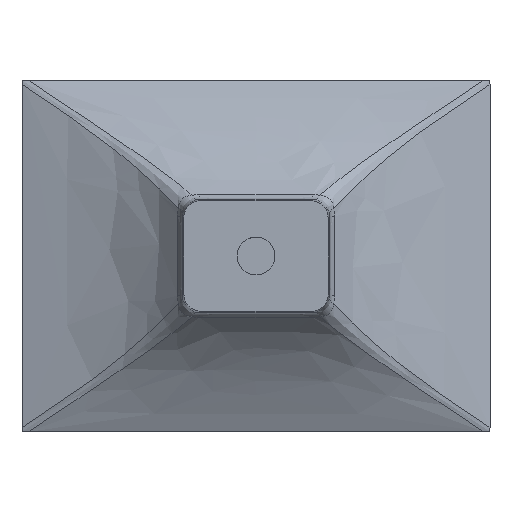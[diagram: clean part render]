
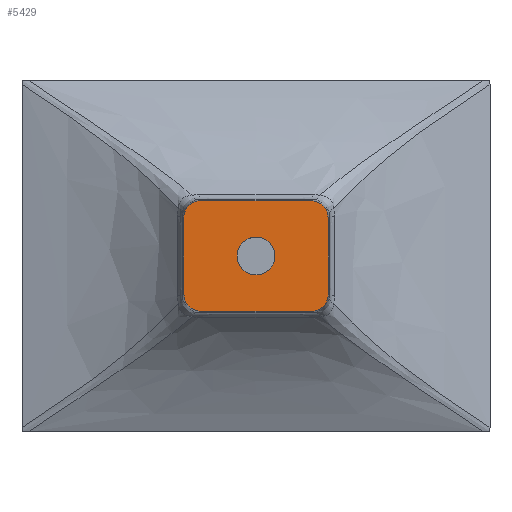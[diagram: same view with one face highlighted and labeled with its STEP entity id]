
A CAD part, front view. The second image highlights one B-rep face of the part: STEP entity #5429.
In plain terms, the highlighted planar face has unit normal (0, -1, 0).
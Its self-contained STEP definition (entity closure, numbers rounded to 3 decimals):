
#229 = CARTESIAN_POINT ( 'NONE',  ( -77.267, -123.241, 65.501 ) ) ;
#477 = EDGE_CURVE ( 'NONE', #4230, #5383, #9814, .T. ) ;
#721 = DIRECTION ( 'NONE',  ( 0., 0., 1. ) ) ;
#749 = VERTEX_POINT ( 'NONE', #1503 ) ;
#1080 = EDGE_LOOP ( 'NONE', ( #12763, #3309 ) ) ;
#1186 = CARTESIAN_POINT ( 'NONE',  ( 85.501, -123.241, -67.606 ) ) ;
#1385 = AXIS2_PLACEMENT_3D ( 'NONE', #4028, #1651, #721 ) ;
#1406 = EDGE_CURVE ( 'NONE', #2252, #2793, #13505, .T. ) ;
#1503 = CARTESIAN_POINT ( 'NONE',  ( -65.577, -123.241, -65.501 ) ) ;
#1593 = CARTESIAN_POINT ( 'NONE',  ( 87.606, -123.241, 65.501 ) ) ;
#1651 = DIRECTION ( 'NONE',  ( 0., -1., 0. ) ) ;
#1789 = CARTESIAN_POINT ( 'NONE',  ( 85.501, -123.241, 57.267 ) ) ;
#2252 = VERTEX_POINT ( 'NONE', #7966 ) ;
#2633 =( BOUNDED_CURVE ( )  B_SPLINE_CURVE ( 3, ( #9992, #9017, #11124, #4358 ),
 .UNSPECIFIED., .F., .F. ) 
 B_SPLINE_CURVE_WITH_KNOTS ( ( 4, 4 ),
 ( 5.502, 7.065 ),
 .UNSPECIFIED. ) 
 CURVE ( )  GEOMETRIC_REPRESENTATION_ITEM ( )  RATIONAL_B_SPLINE_CURVE ( ( 1., 0.807, 0.807, 1. ) ) 
 REPRESENTATION_ITEM ( '' )  );
#2724 = LINE ( 'NONE', #1593, #5336 ) ;
#2793 = VERTEX_POINT ( 'NONE', #5902 ) ;
#3220 = DIRECTION ( 'NONE',  ( 0., 0., -1. ) ) ;
#3309 = ORIENTED_EDGE ( 'NONE', *, *, #10404, .F. ) ;
#3330 = CARTESIAN_POINT ( 'NONE',  ( -65.577, -123.241, 65.501 ) ) ;
#3655 = EDGE_CURVE ( 'NONE', #4230, #2793, #2724, .T. ) ;
#3770 = VERTEX_POINT ( 'NONE', #11808 ) ;
#3781 = DIRECTION ( 'NONE',  ( 0., 0., 1. ) ) ;
#3882 = ORIENTED_EDGE ( 'NONE', *, *, #7741, .F. ) ;
#4021 = CARTESIAN_POINT ( 'NONE',  ( -65.577, -123.241, -65.501 ) ) ;
#4028 = CARTESIAN_POINT ( 'NONE',  ( 0., -123.241, 0. ) ) ;
#4216 = VECTOR ( 'NONE', #3781, 1000. ) ;
#4230 = VERTEX_POINT ( 'NONE', #3330 ) ;
#4358 = CARTESIAN_POINT ( 'NONE',  ( 85.501, -123.241, -45.577 ) ) ;
#4512 = AXIS2_PLACEMENT_3D ( 'NONE', #7321, #8464, #5214 ) ;
#4677 = PLANE ( 'NONE',  #13340 ) ;
#5176 = ORIENTED_EDGE ( 'NONE', *, *, #477, .T. ) ;
#5214 = DIRECTION ( 'NONE',  ( 0., 0., 1. ) ) ;
#5336 = VECTOR ( 'NONE', #8422, 1000. ) ;
#5383 = VERTEX_POINT ( 'NONE', #8702 ) ;
#5398 = CARTESIAN_POINT ( 'NONE',  ( -85.501, -123.241, -45.577 ) ) ;
#5429 = ADVANCED_FACE ( 'NONE', ( #11501, #8866 ), #4677, .F. ) ;
#5603 = CARTESIAN_POINT ( 'NONE',  ( 0., -123.241, 0. ) ) ;
#5749 = DIRECTION ( 'NONE',  ( 0., 0., 1. ) ) ;
#5777 = CARTESIAN_POINT ( 'NONE',  ( -85.501, -123.241, 45.577 ) ) ;
#5902 = CARTESIAN_POINT ( 'NONE',  ( 65.577, -123.241, 65.501 ) ) ;
#6439 = EDGE_CURVE ( 'NONE', #11859, #13351, #7799, .T. ) ;
#6486 = CIRCLE ( 'NONE', #1385, 22.5 ) ;
#6955 = ORIENTED_EDGE ( 'NONE', *, *, #12473, .T. ) ;
#6976 = CARTESIAN_POINT ( 'NONE',  ( 0., -123.241, 22.5 ) ) ;
#6996 = LINE ( 'NONE', #1186, #11228 ) ;
#7321 = CARTESIAN_POINT ( 'NONE',  ( 0., -123.241, 0. ) ) ;
#7741 = EDGE_CURVE ( 'NONE', #9105, #749, #7922, .T. ) ;
#7799 = CIRCLE ( 'NONE', #4512, 22.5 ) ;
#7922 = LINE ( 'NONE', #12705, #9860 ) ;
#7966 = CARTESIAN_POINT ( 'NONE',  ( 85.501, -123.241, 45.577 ) ) ;
#8389 = CARTESIAN_POINT ( 'NONE',  ( -85.501, -123.241, -45.577 ) ) ;
#8422 = DIRECTION ( 'NONE',  ( 1., 0., 0. ) ) ;
#8464 = DIRECTION ( 'NONE',  ( 0., -1., 0. ) ) ;
#8702 = CARTESIAN_POINT ( 'NONE',  ( -85.501, -123.241, 45.577 ) ) ;
#8858 = CARTESIAN_POINT ( 'NONE',  ( 65.577, -123.241, -65.501 ) ) ;
#8866 = FACE_BOUND ( 'NONE', #1080, .T. ) ;
#9017 = CARTESIAN_POINT ( 'NONE',  ( 77.267, -123.241, -65.501 ) ) ;
#9038 = EDGE_LOOP ( 'NONE', ( #6955, #3882, #12547, #10357, #10889, #13495, #5176, #10163 ) ) ;
#9073 = EDGE_CURVE ( 'NONE', #9105, #3770, #2633, .T. ) ;
#9105 = VERTEX_POINT ( 'NONE', #8858 ) ;
#9814 =( BOUNDED_CURVE ( )  B_SPLINE_CURVE ( 3, ( #12362, #229, #11432, #5777 ),
 .UNSPECIFIED., .F., .F. ) 
 B_SPLINE_CURVE_WITH_KNOTS ( ( 4, 4 ),
 ( 5.502, 7.065 ),
 .UNSPECIFIED. ) 
 CURVE ( )  GEOMETRIC_REPRESENTATION_ITEM ( )  RATIONAL_B_SPLINE_CURVE ( ( 1., 0.807, 0.807, 1. ) ) 
 REPRESENTATION_ITEM ( '' )  );
#9860 = VECTOR ( 'NONE', #10392, 1000. ) ;
#9992 = CARTESIAN_POINT ( 'NONE',  ( 65.577, -123.241, -65.501 ) ) ;
#10011 = LINE ( 'NONE', #10339, #4216 ) ;
#10163 = ORIENTED_EDGE ( 'NONE', *, *, #11531, .F. ) ;
#10339 = CARTESIAN_POINT ( 'NONE',  ( -85.501, -123.241, 67.606 ) ) ;
#10357 = ORIENTED_EDGE ( 'NONE', *, *, #13405, .F. ) ;
#10392 = DIRECTION ( 'NONE',  ( -1., 0., 0. ) ) ;
#10404 = EDGE_CURVE ( 'NONE', #13351, #11859, #6486, .T. ) ;
#10889 = ORIENTED_EDGE ( 'NONE', *, *, #1406, .T. ) ;
#10895 = CARTESIAN_POINT ( 'NONE',  ( 65.577, -123.241, 65.501 ) ) ;
#11124 = CARTESIAN_POINT ( 'NONE',  ( 85.501, -123.241, -57.267 ) ) ;
#11228 = VECTOR ( 'NONE', #3220, 1000. ) ;
#11432 = CARTESIAN_POINT ( 'NONE',  ( -85.501, -123.241, 57.267 ) ) ;
#11501 = FACE_OUTER_BOUND ( 'NONE', #9038, .T. ) ;
#11531 = EDGE_CURVE ( 'NONE', #12120, #5383, #10011, .T. ) ;
#11726 = CARTESIAN_POINT ( 'NONE',  ( -85.501, -123.241, -57.267 ) ) ;
#11808 = CARTESIAN_POINT ( 'NONE',  ( 85.501, -123.241, -45.577 ) ) ;
#11859 = VERTEX_POINT ( 'NONE', #6976 ) ;
#12120 = VERTEX_POINT ( 'NONE', #5398 ) ;
#12362 = CARTESIAN_POINT ( 'NONE',  ( -65.577, -123.241, 65.501 ) ) ;
#12473 = EDGE_CURVE ( 'NONE', #12120, #749, #13588, .T. ) ;
#12481 = DIRECTION ( 'NONE',  ( 0., 1., 0. ) ) ;
#12547 = ORIENTED_EDGE ( 'NONE', *, *, #9073, .T. ) ;
#12705 = CARTESIAN_POINT ( 'NONE',  ( -87.606, -123.241, -65.501 ) ) ;
#12763 = ORIENTED_EDGE ( 'NONE', *, *, #6439, .F. ) ;
#13140 = CARTESIAN_POINT ( 'NONE',  ( 0., -123.241, -22.5 ) ) ;
#13157 = CARTESIAN_POINT ( 'NONE',  ( 77.267, -123.241, 65.501 ) ) ;
#13205 = CARTESIAN_POINT ( 'NONE',  ( 85.501, -123.241, 45.577 ) ) ;
#13340 = AXIS2_PLACEMENT_3D ( 'NONE', #5603, #12481, #5749 ) ;
#13351 = VERTEX_POINT ( 'NONE', #13140 ) ;
#13405 = EDGE_CURVE ( 'NONE', #2252, #3770, #6996, .T. ) ;
#13495 = ORIENTED_EDGE ( 'NONE', *, *, #3655, .F. ) ;
#13505 =( BOUNDED_CURVE ( )  B_SPLINE_CURVE ( 3, ( #13205, #1789, #13157, #10895 ),
 .UNSPECIFIED., .F., .F. ) 
 B_SPLINE_CURVE_WITH_KNOTS ( ( 4, 4 ),
 ( 5.502, 7.065 ),
 .UNSPECIFIED. ) 
 CURVE ( )  GEOMETRIC_REPRESENTATION_ITEM ( )  RATIONAL_B_SPLINE_CURVE ( ( 1., 0.807, 0.807, 1. ) ) 
 REPRESENTATION_ITEM ( '' )  );
#13588 =( BOUNDED_CURVE ( )  B_SPLINE_CURVE ( 3, ( #8389, #11726, #13929, #4021 ),
 .UNSPECIFIED., .F., .F. ) 
 B_SPLINE_CURVE_WITH_KNOTS ( ( 4, 4 ),
 ( 5.502, 7.065 ),
 .UNSPECIFIED. ) 
 CURVE ( )  GEOMETRIC_REPRESENTATION_ITEM ( )  RATIONAL_B_SPLINE_CURVE ( ( 1., 0.807, 0.807, 1. ) ) 
 REPRESENTATION_ITEM ( '' )  );
#13929 = CARTESIAN_POINT ( 'NONE',  ( -77.267, -123.241, -65.501 ) ) ;
